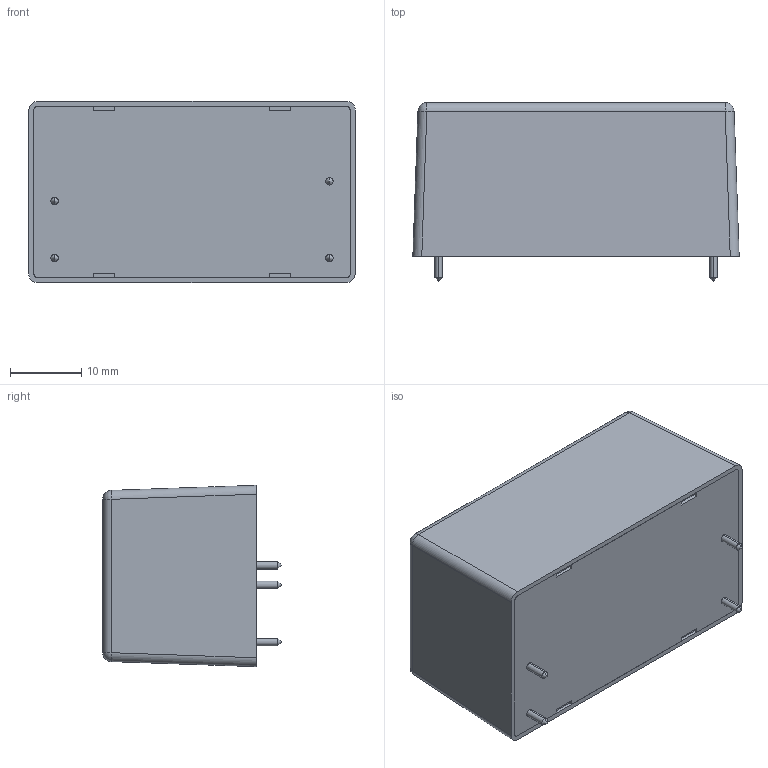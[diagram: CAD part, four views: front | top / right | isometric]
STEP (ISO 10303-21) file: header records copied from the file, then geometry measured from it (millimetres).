
FILE_DESCRIPTION(('CAx-IF Rec.Pracs.---Model Styling and Organization---1.5---2016-08-15','CAx-IF Rec.Pracs.---Geometric and Assembly Validation Properties---4.4---2016-08-17','CAx-IF Rec.Pracs.---User Defined Attributes---1.5---2016-08-15','CAx-IF Rec.Pracs.---External References---2.1---2005-01-19'),'2;1');
FILE_NAME('12847629.step','2023-01-25T22:11:05',('Unspecified'),('Unspecified'),'CAD Exchanger 3.8.1 (cadexchanger.com)','Unspecified','');
FILE_SCHEMA(('AUTOMOTIVE_DESIGN { 1 0 10303 214 1 1 1 1 }'));
Length unit declared in the file: millimetre
Products named in the file (1): IRM-05-5
Bounding box: 45.7 x 25 x 25.4 mm (x, y, z)
Volume: 23762.4 mm3; surface area: 7392 mm2
Topology: 6 solids, 6 shells, 77 faces, 176 edges, 108 vertices
Faces by surface type: plane 41, cylinder 16, cone 8, bspline 8, sphere 4
Entity records: 2852 total; most frequent: CARTESIAN_POINT 530, ORIENTED_EDGE 344, DIRECTION 328, EDGE_CURVE 172, LINE 116, VECTOR 116, VERTEX_POINT 108, AXIS2_PLACEMENT_3D 106
